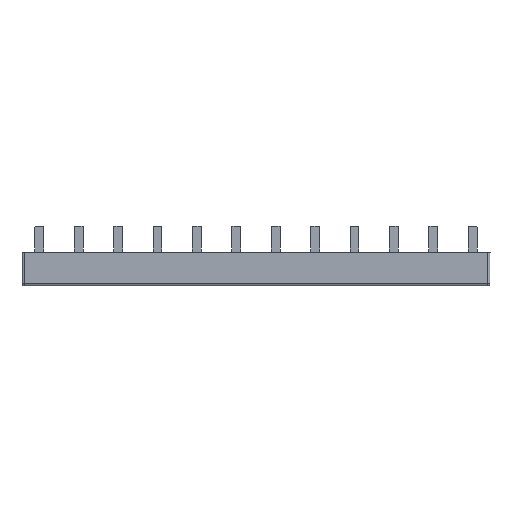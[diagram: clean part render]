
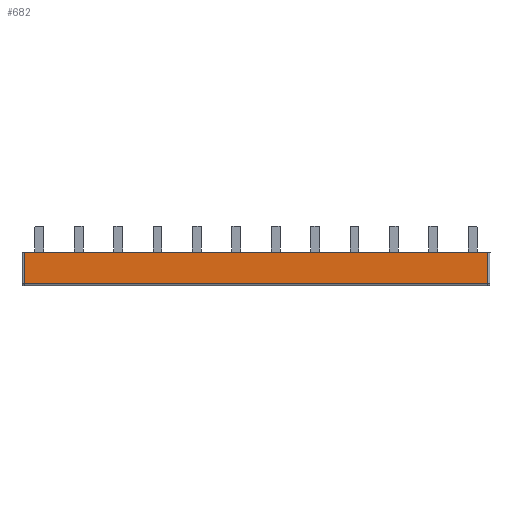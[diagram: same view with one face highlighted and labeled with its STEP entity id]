
A CAD part, top view. The second image highlights one B-rep face of the part: STEP entity #682.
In plain terms, the highlighted planar face has unit normal (0, 0, 1).
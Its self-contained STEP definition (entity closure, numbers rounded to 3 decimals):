
#682=ADVANCED_FACE('',(#1135),#1136,.F.);
#1135=FACE_OUTER_BOUND('',#1504,.T.);
#1136=PLANE('',#1505);
#1504=EDGE_LOOP('',(#2445,#2446,#2447,#2448));
#1505=AXIS2_PLACEMENT_3D('',#2449,#2450,#2451);
#2445=ORIENTED_EDGE('',*,*,#2829,.T.);
#2446=ORIENTED_EDGE('',*,*,#2864,.F.);
#2447=ORIENTED_EDGE('',*,*,#2866,.T.);
#2448=ORIENTED_EDGE('',*,*,#2859,.T.);
#2449=CARTESIAN_POINT('',(105.75,7.6,3.8));
#2450=DIRECTION('',(0.0,0.0,-1.0));
#2451=DIRECTION('',(1.0,0.0,0.0));
#2829=EDGE_CURVE('',#3358,#3356,#3359,.T.);
#2859=EDGE_CURVE('',#3398,#3358,#3399,.T.);
#2864=EDGE_CURVE('',#3404,#3356,#3406,.T.);
#2866=EDGE_CURVE('',#3404,#3398,#3408,.T.);
#3356=VERTEX_POINT('',#4069);
#3358=VERTEX_POINT('',#4071);
#3359=LINE('',#4072,#4073);
#3398=VERTEX_POINT('',#4123);
#3399=LINE('',#4124,#4125);
#3404=VERTEX_POINT('',#4131);
#3406=LINE('',#4133,#4134);
#3408=LINE('',#4136,#4137);
#4069=CARTESIAN_POINT('',(210.5,1.0,3.8));
#4071=CARTESIAN_POINT('',(1.0,1.0,3.8));
#4072=CARTESIAN_POINT('',(52.875,1.,3.8));
#4073=VECTOR('',#4474,1.0);
#4123=CARTESIAN_POINT('',(1.,15.2,3.8));
#4124=CARTESIAN_POINT('',(1.,7.6,3.8));
#4125=VECTOR('',#4513,1.0);
#4131=CARTESIAN_POINT('',(210.5,15.2,3.8));
#4133=CARTESIAN_POINT('',(210.5,7.6,3.8));
#4134=VECTOR('',#4521,1.0);
#4136=CARTESIAN_POINT('',(105.75,15.2,3.8));
#4137=VECTOR('',#4522,1.0);
#4474=DIRECTION('',(1.0,-0.0,0.0));
#4513=DIRECTION('',(0.0,-1.0,0.0));
#4521=DIRECTION('',(0.0,-1.0,0.0));
#4522=DIRECTION('',(-1.0,0.0,0.0));
